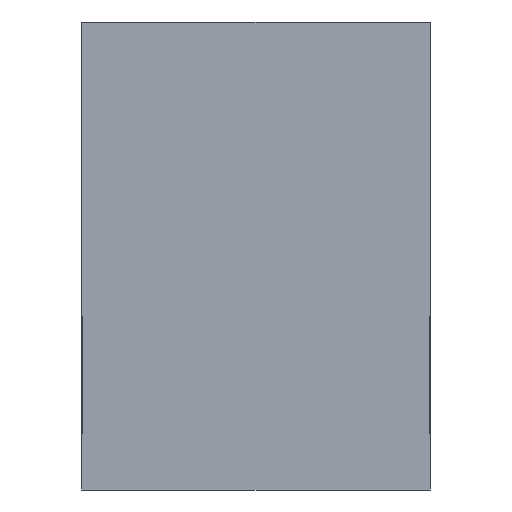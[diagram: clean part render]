
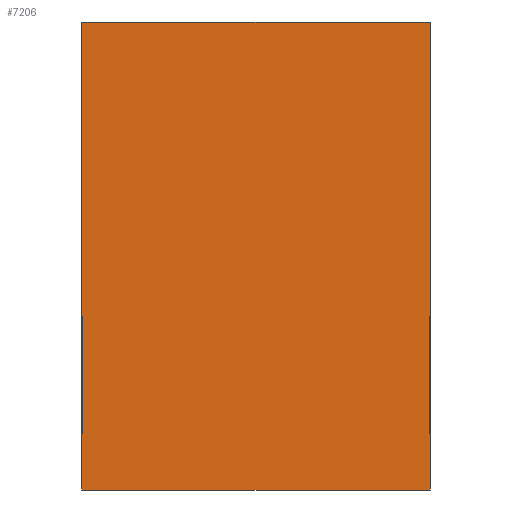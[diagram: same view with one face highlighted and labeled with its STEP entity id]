
A CAD part, front view. The second image highlights one B-rep face of the part: STEP entity #7206.
In plain terms, the highlighted planar face has unit normal (0, -1, 0).
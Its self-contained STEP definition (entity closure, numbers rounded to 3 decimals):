
#190=PLANE('',#7368);
#578=FACE_OUTER_BOUND('',#991,.T.);
#991=EDGE_LOOP('',(#6508,#6509,#6510,#6511,#6512,#6513,#6514,#6515,#6516,
#6517,#6518,#6519));
#1542=LINE('',#14444,#2129);
#1544=LINE('',#14450,#2131);
#1549=LINE('',#14458,#2136);
#1550=LINE('',#14461,#2137);
#1553=LINE('',#14465,#2140);
#1555=LINE('',#14471,#2142);
#1561=LINE('',#14483,#2148);
#1564=LINE('',#14488,#2151);
#1565=LINE('',#14491,#2152);
#1566=LINE('',#14492,#2153);
#1567=LINE('',#14494,#2154);
#1568=LINE('',#14495,#2155);
#2129=VECTOR('',#8163,10.);
#2131=VECTOR('',#8167,10.);
#2136=VECTOR('',#8176,10.);
#2137=VECTOR('',#8179,10.);
#2140=VECTOR('',#8182,10.);
#2142=VECTOR('',#8186,10.);
#2148=VECTOR('',#8194,10.);
#2151=VECTOR('',#8201,10.);
#2152=VECTOR('',#8204,10.);
#2153=VECTOR('',#8205,10.);
#2154=VECTOR('',#8206,10.);
#2155=VECTOR('',#8207,10.);
#3345=VERTEX_POINT('',#14438);
#3347=VERTEX_POINT('',#14442);
#3348=VERTEX_POINT('',#14446);
#3350=VERTEX_POINT('',#14449);
#3352=VERTEX_POINT('',#14460);
#3353=VERTEX_POINT('',#14463);
#3354=VERTEX_POINT('',#14467);
#3356=VERTEX_POINT('',#14470);
#3359=VERTEX_POINT('',#14477);
#3361=VERTEX_POINT('',#14481);
#3362=VERTEX_POINT('',#14490);
#3363=VERTEX_POINT('',#14493);
#4398=EDGE_CURVE('',#3345,#3347,#1542,.T.);
#4400=EDGE_CURVE('',#3350,#3348,#1544,.T.);
#4405=EDGE_CURVE('',#3347,#3350,#1549,.T.);
#4406=EDGE_CURVE('',#3345,#3352,#1550,.T.);
#4409=EDGE_CURVE('',#3353,#3348,#1553,.T.);
#4411=EDGE_CURVE('',#3356,#3354,#1555,.T.);
#4417=EDGE_CURVE('',#3359,#3361,#1561,.T.);
#4420=EDGE_CURVE('',#3361,#3356,#1564,.T.);
#4421=EDGE_CURVE('',#3362,#3353,#1565,.T.);
#4422=EDGE_CURVE('',#3359,#3362,#1566,.T.);
#4423=EDGE_CURVE('',#3363,#3354,#1567,.T.);
#4424=EDGE_CURVE('',#3352,#3363,#1568,.T.);
#6508=ORIENTED_EDGE('',*,*,#4400,.T.);
#6509=ORIENTED_EDGE('',*,*,#4409,.F.);
#6510=ORIENTED_EDGE('',*,*,#4421,.F.);
#6511=ORIENTED_EDGE('',*,*,#4422,.F.);
#6512=ORIENTED_EDGE('',*,*,#4417,.T.);
#6513=ORIENTED_EDGE('',*,*,#4420,.T.);
#6514=ORIENTED_EDGE('',*,*,#4411,.T.);
#6515=ORIENTED_EDGE('',*,*,#4423,.F.);
#6516=ORIENTED_EDGE('',*,*,#4424,.F.);
#6517=ORIENTED_EDGE('',*,*,#4406,.F.);
#6518=ORIENTED_EDGE('',*,*,#4398,.T.);
#6519=ORIENTED_EDGE('',*,*,#4405,.T.);
#7206=ADVANCED_FACE('',(#578),#190,.F.);
#7368=AXIS2_PLACEMENT_3D('',#14489,#8202,#8203);
#8163=DIRECTION('',(1.,0.,0.));
#8167=DIRECTION('',(-1.,0.,0.));
#8176=DIRECTION('',(0.,0.,-1.));
#8179=DIRECTION('',(0.,0.,1.));
#8182=DIRECTION('',(0.,0.,1.));
#8186=DIRECTION('',(1.,0.,0.));
#8194=DIRECTION('',(-1.,0.,0.));
#8201=DIRECTION('',(0.,0.,1.));
#8202=DIRECTION('center_axis',(0.,1.,0.));
#8203=DIRECTION('ref_axis',(1.,0.,0.));
#8204=DIRECTION('',(-1.,0.,0.));
#8205=DIRECTION('',(0.,0.,-1.));
#8206=DIRECTION('',(0.,0.,-1.));
#8207=DIRECTION('',(1.,0.,0.));
#14438=CARTESIAN_POINT('',(-3.725,0.,-1.3));
#14442=CARTESIAN_POINT('',(-3.715,0.,-1.3));
#14444=CARTESIAN_POINT('',(-1.863,0.,-1.3));
#14446=CARTESIAN_POINT('',(-3.725,0.,-3.8));
#14449=CARTESIAN_POINT('',(-3.715,0.,-3.8));
#14450=CARTESIAN_POINT('',(-1.863,0.,-3.8));
#14458=CARTESIAN_POINT('',(-3.715,0.,-1.275));
#14460=CARTESIAN_POINT('',(-3.725,0.,5.));
#14461=CARTESIAN_POINT('',(-3.725,0.,-5.));
#14463=CARTESIAN_POINT('',(-3.725,0.,-5.));
#14465=CARTESIAN_POINT('',(-3.725,0.,-5.));
#14467=CARTESIAN_POINT('',(3.725,0.,-1.3));
#14470=CARTESIAN_POINT('',(3.715,0.,-1.3));
#14471=CARTESIAN_POINT('',(1.863,0.,-1.3));
#14477=CARTESIAN_POINT('',(3.725,0.,-3.8));
#14481=CARTESIAN_POINT('',(3.715,0.,-3.8));
#14483=CARTESIAN_POINT('',(1.863,0.,-3.8));
#14488=CARTESIAN_POINT('',(3.715,0.,-1.275));
#14489=CARTESIAN_POINT('Origin',(0.,0.,0.));
#14490=CARTESIAN_POINT('',(3.725,0.,-5.));
#14491=CARTESIAN_POINT('',(3.725,0.,-5.));
#14492=CARTESIAN_POINT('',(3.725,0.,5.));
#14493=CARTESIAN_POINT('',(3.725,0.,5.));
#14494=CARTESIAN_POINT('',(3.725,0.,5.));
#14495=CARTESIAN_POINT('',(-3.725,0.,5.));
